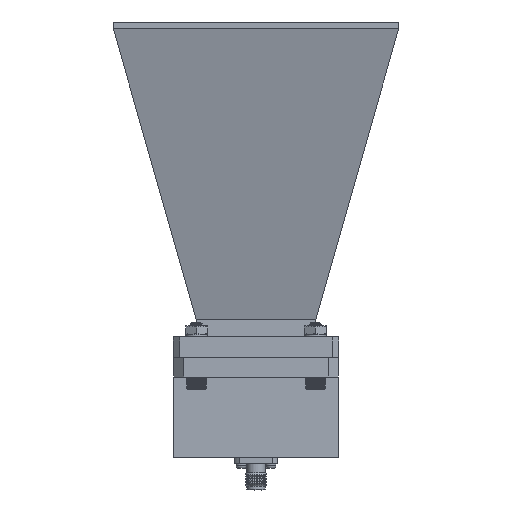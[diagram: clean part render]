
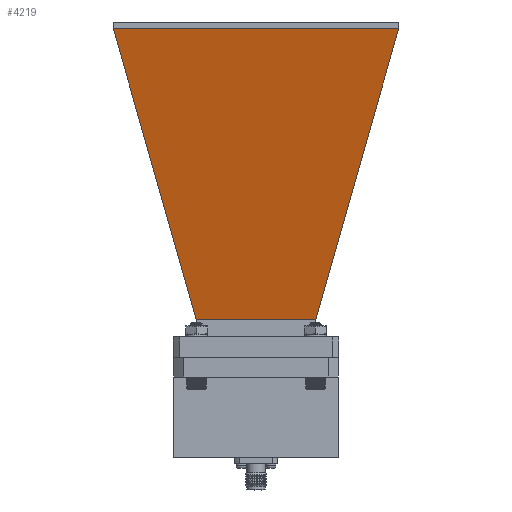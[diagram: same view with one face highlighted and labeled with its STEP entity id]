
A CAD part, front view. The second image highlights one B-rep face of the part: STEP entity #4219.
In plain terms, the highlighted face is planar.
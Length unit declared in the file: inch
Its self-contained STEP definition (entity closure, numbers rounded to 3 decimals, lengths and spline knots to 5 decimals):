
#42 = VECTOR ( 'NONE', #1942, 39.37008 ) ;
#84 = ORIENTED_EDGE ( 'NONE', *, *, #12212, .T. ) ;
#178 = VERTEX_POINT ( 'NONE', #7653 ) ;
#807 = VECTOR ( 'NONE', #7084, 39.37008 ) ;
#1185 = DIRECTION ( 'NONE',  ( -0.244, 0., 0.97 ) ) ;
#1299 = EDGE_CURVE ( 'NONE', #10025, #178, #2433, .T. ) ;
#1778 = AXIS2_PLACEMENT_3D ( 'NONE', #2270, #5769, #1185 ) ;
#1834 = ORIENTED_EDGE ( 'NONE', *, *, #4582, .F. ) ;
#1942 = DIRECTION ( 'NONE',  ( -0.235, 0.266, 0.935 ) ) ;
#2270 = CARTESIAN_POINT ( 'NONE',  ( -0.78578, 0., 3.62274 ) ) ;
#2345 = FACE_OUTER_BOUND ( 'NONE', #12519, .T. ) ;
#2433 = LINE ( 'NONE', #10435, #807 ) ;
#2830 = EDGE_CURVE ( 'NONE', #7229, #178, #7840, .T. ) ;
#3506 = VECTOR ( 'NONE', #3925, 39.37008 ) ;
#3925 = DIRECTION ( 'NONE',  ( 0., 1., 0. ) ) ;
#3989 = CARTESIAN_POINT ( 'NONE',  ( -0.36661, 0., 1.9539 ) ) ;
#4219 = ADVANCED_FACE ( 'NONE', ( #2345 ), #7063, .T. ) ;
#4582 = EDGE_CURVE ( 'NONE', #7229, #12135, #12401, .T. ) ;
#5769 = DIRECTION ( 'NONE',  ( -0.97, 0., -0.244 ) ) ;
#6401 = CARTESIAN_POINT ( 'NONE',  ( -1.19605, 1.6208, 5.25616 ) ) ;
#7063 = PLANE ( 'NONE',  #1778 ) ;
#7084 = DIRECTION ( 'NONE',  ( 0.235, 0.266, -0.935 ) ) ;
#7229 = VERTEX_POINT ( 'NONE', #12334 ) ;
#7396 = ORIENTED_EDGE ( 'NONE', *, *, #1299, .F. ) ;
#7407 = LINE ( 'NONE', #14519, #3506 ) ;
#7412 = ORIENTED_EDGE ( 'NONE', *, *, #2830, .T. ) ;
#7653 = CARTESIAN_POINT ( 'NONE',  ( -0.36661, -0.67965, 1.9539 ) ) ;
#7840 = LINE ( 'NONE', #3989, #8992 ) ;
#8992 = VECTOR ( 'NONE', #10894, 39.37008 ) ;
#9910 = CARTESIAN_POINT ( 'NONE',  ( -1.19605, -1.6208, 5.25616 ) ) ;
#10025 = VERTEX_POINT ( 'NONE', #9910 ) ;
#10435 = CARTESIAN_POINT ( 'NONE',  ( -1.19605, -1.6208, 5.25616 ) ) ;
#10894 = DIRECTION ( 'NONE',  ( 0., -1., 0. ) ) ;
#12135 = VERTEX_POINT ( 'NONE', #6401 ) ;
#12212 = EDGE_CURVE ( 'NONE', #10025, #12135, #7407, .T. ) ;
#12334 = CARTESIAN_POINT ( 'NONE',  ( -0.36661, 0.67965, 1.9539 ) ) ;
#12401 = LINE ( 'NONE', #12559, #42 ) ;
#12519 = EDGE_LOOP ( 'NONE', ( #7412, #7396, #84, #1834 ) ) ;
#12559 = CARTESIAN_POINT ( 'NONE',  ( -0.36661, 0.67965, 1.9539 ) ) ;
#14519 = CARTESIAN_POINT ( 'NONE',  ( -1.19605, 0., 5.25616 ) ) ;
